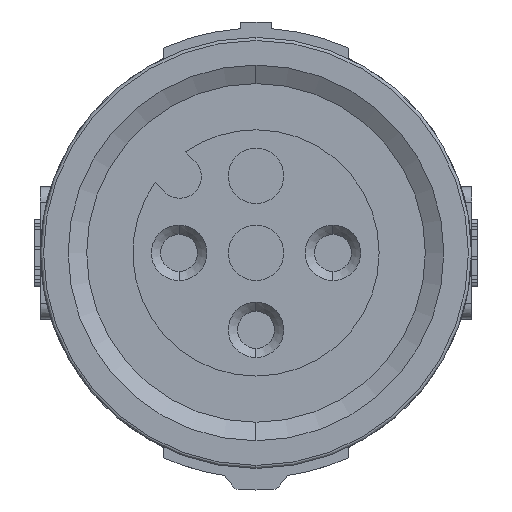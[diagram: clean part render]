
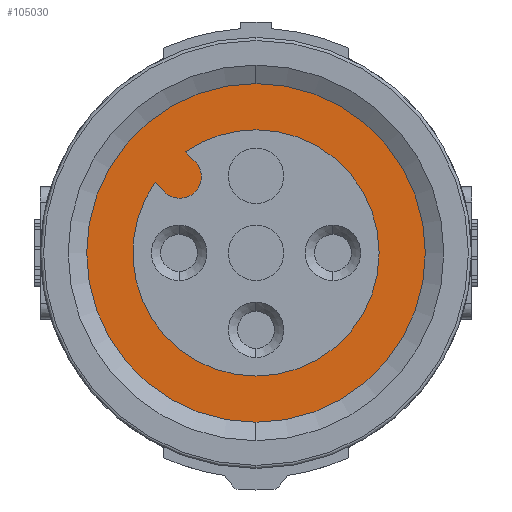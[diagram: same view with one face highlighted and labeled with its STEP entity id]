
A CAD part, left-side view. The second image highlights one B-rep face of the part: STEP entity #105030.
In plain terms, the highlighted face is planar.
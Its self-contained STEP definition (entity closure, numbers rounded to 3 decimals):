
#104350=CARTESIAN_POINT('',(18.994,30.261,18.15
));
#104360=DIRECTION('',(0.,-0.,-1.));
#104370=DIRECTION('',(0.,-1.,0.));
#104380=AXIS2_PLACEMENT_3D('',#104350,#104360,#104370);
#104390=PLANE('',#104380);
#104400=CARTESIAN_POINT('',(18.008,34.335,18.15
));
#104410=DIRECTION('',(0.,0.,-1.));
#104420=DIRECTION('',(-0.707,0.707,
0.));
#104430=AXIS2_PLACEMENT_3D('',#104400,#104410,#104420);
#104440=CIRCLE('',#104430,0.7);
#104450=CARTESIAN_POINT('',(18.503,34.83,18.15
));
#104460=VERTEX_POINT('',#104450);
#104470=CARTESIAN_POINT('',(18.503,33.84,18.15
));
#104480=VERTEX_POINT('',#104470);
#104490=EDGE_CURVE('',#104460,#104480,#104440,.T.);
#104500=ORIENTED_EDGE('',*,*,#104490,.T.);
#104510=CARTESIAN_POINT('',(25.672,27.661,18.15
));
#104520=DIRECTION('',(0.707,-0.707,0.));
#104530=VECTOR('',#104520,1.);
#104540=LINE('',#104510,#104530);
#104550=CARTESIAN_POINT('',(18.193,35.14,18.15
));
#104560=VERTEX_POINT('',#104550);
#104570=EDGE_CURVE('',#104560,#104460,#104540,.T.);
#104580=ORIENTED_EDGE('',*,*,#104570,.T.);
#104590=CARTESIAN_POINT('',(20.483,31.86,18.15));
#104600=DIRECTION('',(0.,0.,1.));
#104610=DIRECTION('',(1.,0.,0.));
#104620=AXIS2_PLACEMENT_3D('',#104590,#104600,#104610);
#104630=CIRCLE('',#104620,4.);
#104640=CARTESIAN_POINT('',(24.483,31.86,18.15));
#104650=VERTEX_POINT('',#104640);
#104660=EDGE_CURVE('',#104650,#104560,#104630,.T.);
#104670=ORIENTED_EDGE('',*,*,#104660,.T.);
#104680=CARTESIAN_POINT('',(16.483,31.86,18.15));
#104690=VERTEX_POINT('',#104680);
#104700=EDGE_CURVE('',#104690,#104650,#104630,.T.);
#104710=ORIENTED_EDGE('',*,*,#104700,.T.);
#104720=CARTESIAN_POINT('',(17.203,34.15,18.15
));
#104730=VERTEX_POINT('',#104720);
#104740=EDGE_CURVE('',#104730,#104690,#104630,.T.);
#104750=ORIENTED_EDGE('',*,*,#104740,.T.);
#104760=CARTESIAN_POINT('',(25.672,25.681,18.15)
);
#104770=DIRECTION('',(-0.707,0.707,0.));
#104780=VECTOR('',#104770,1.);
#104790=LINE('',#104760,#104780);
#104800=CARTESIAN_POINT('',(17.513,33.84,18.15
));
#104810=VERTEX_POINT('',#104800);
#104820=EDGE_CURVE('',#104810,#104730,#104790,.T.);
#104830=ORIENTED_EDGE('',*,*,#104820,.T.);
#104840=EDGE_CURVE('',#104480,#104810,#104440,.T.);
#104850=ORIENTED_EDGE('',*,*,#104840,.T.);
#104860=EDGE_LOOP('',(#104850,#104830,#104750,#104710,#104670,#104580,
#104500));
#104870=FACE_BOUND('',#104860,.T.);
#104880=CARTESIAN_POINT('',(20.483,31.86,18.15));
#104890=DIRECTION('',(0.,0.,-1.));
#104900=DIRECTION('',(1.,0.,0.));
#104910=AXIS2_PLACEMENT_3D('',#104880,#104890,#104900);
#104920=CIRCLE('',#104910,5.5);
#104930=CARTESIAN_POINT('',(25.983,31.86,18.15));
#104940=VERTEX_POINT('',#104930);
#104950=CARTESIAN_POINT('',(14.983,31.86,18.15));
#104960=VERTEX_POINT('',#104950);
#104970=EDGE_CURVE('',#104940,#104960,#104920,.T.);
#104980=ORIENTED_EDGE('',*,*,#104970,.T.);
#104990=EDGE_CURVE('',#104960,#104940,#104920,.T.);
#105000=ORIENTED_EDGE('',*,*,#104990,.T.);
#105010=EDGE_LOOP('',(#105000,#104980));
#105020=FACE_OUTER_BOUND('',#105010,.T.);
#105030=ADVANCED_FACE('',(#104870,#105020),#104390,.T.);
